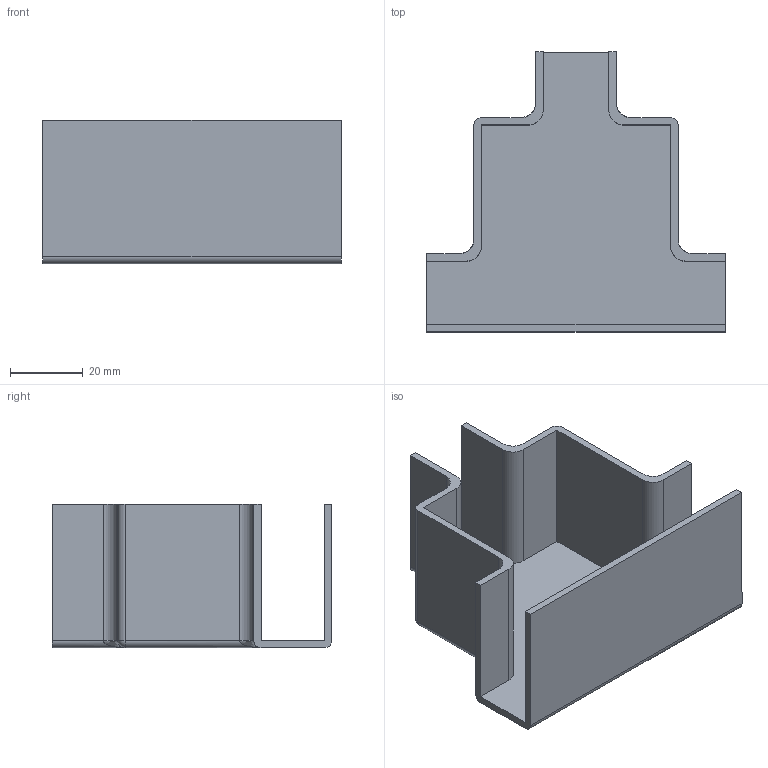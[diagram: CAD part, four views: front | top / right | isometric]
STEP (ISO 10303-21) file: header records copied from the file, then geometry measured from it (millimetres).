
FILE_DESCRIPTION(/* description */ (''),/* implementation_level */ '2;1');
FILE_NAME(/* name */ 'Cover 2.step',/* time_stamp */ '2021-03-16T12:40:10+01:00',/* author */ (''),/* organization */ (''),/* preprocessor_version */ 'ST-DEVELOPER v18.1',/* originating_system */ 'Autodesk Translation Framework v9.10.0.1330',/* authorisation */ '');
FILE_SCHEMA (('AUTOMOTIVE_DESIGN { 1 0 10303 214 3 1 1 }'));
Length unit declared in the file: millimetre
Products named in the file (1): Cover 2
Bounding box: 81.9 x 76.7 x 39.3 mm (x, y, z)
Volume: 27326 mm3; surface area: 27890 mm2
Topology: 1 solids, 1 shells, 51 faces, 133 edges, 80 vertices
Faces by surface type: plane 26, cylinder 19, bspline 4, sphere 2
Entity records: 1696 total; most frequent: CARTESIAN_POINT 412, DIRECTION 263, ORIENTED_EDGE 258, EDGE_CURVE 129, LINE 91, VECTOR 91, AXIS2_PLACEMENT_3D 86, VERTEX_POINT 80
